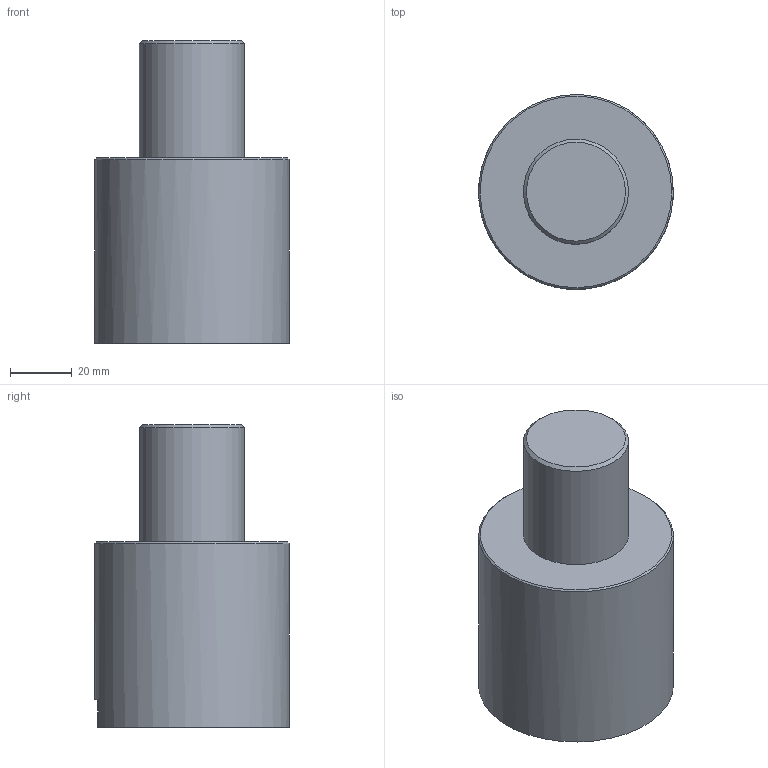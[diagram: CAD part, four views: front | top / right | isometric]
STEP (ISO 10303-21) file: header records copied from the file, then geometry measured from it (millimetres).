
FILE_DESCRIPTION(/* description */ (''),/* implementation_level */ '2;1');
FILE_NAME(/* name */ 'BMA6004013660.stp',/* time_stamp */ '2017-09-14T10:19:43+06:00',/* author */ (''),/* organization */ (''),/* preprocessor_version */ 'ST-DEVELOPER v16',/* originating_system */ 'SIEMENS PLM Software NX 11.0',/* authorisation */ '');
FILE_SCHEMA (('AUTOMOTIVE_DESIGN { 1 0 10303 214 3 1 1 1 }'));
Length unit declared in the file: millimetre
Products named in the file (1): BMA6004013660
Bounding box: 62.93 x 63 x 98 mm (x, y, z)
Volume: 176608 mm3; surface area: 28560.2 mm2
Topology: 2 solids, 2 shells, 13 faces, 27 edges, 18 vertices
Faces by surface type: plane 8, cylinder 3, cone 2
Full cylindrical faces by diameter (mm): 34 x1, 36 x1, 63 x1
Entity records: 347 total; most frequent: DIRECTION 62, CARTESIAN_POINT 49, ORIENTED_EDGE 36, AXIS2_PLACEMENT_3D 27, EDGE_LOOP 18, EDGE_CURVE 18, VERTEX_POINT 14, ADVANCED_FACE 13
